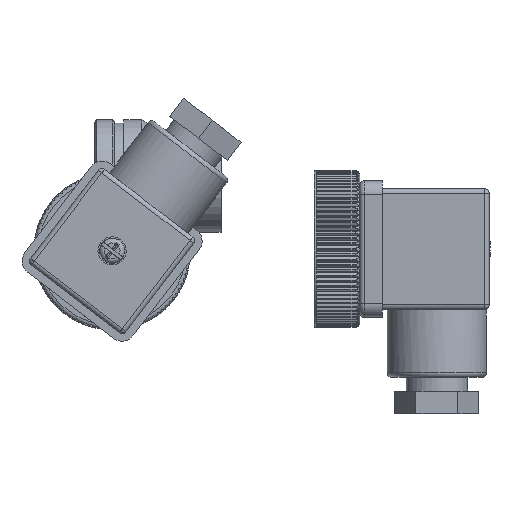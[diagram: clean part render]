
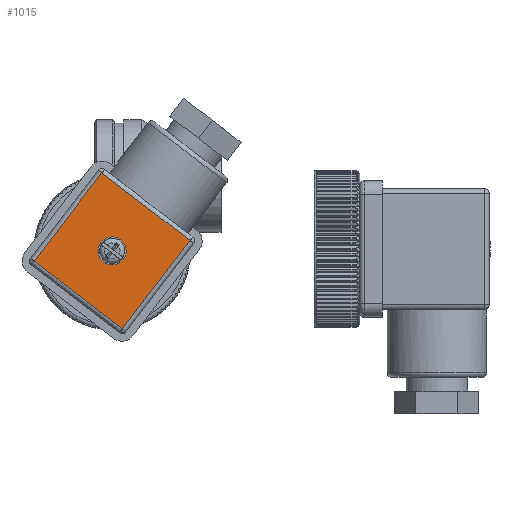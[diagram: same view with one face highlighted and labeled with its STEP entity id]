
A CAD part, top view. The second image highlights one B-rep face of the part: STEP entity #1015.
In plain terms, the highlighted face is planar.
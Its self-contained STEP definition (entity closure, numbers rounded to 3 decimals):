
#1015 = ADVANCED_FACE( '', ( #2396, #2397 ), #2398, .T. );
#2396 = FACE_BOUND( '', #4193, .T. );
#2397 = FACE_OUTER_BOUND( '', #4194, .T. );
#2398 = PLANE( '', #4195 );
#4193 = EDGE_LOOP( '', ( #7581 ) );
#4194 = EDGE_LOOP( '', ( #7582, #7583, #7584, #7585 ) );
#4195 = AXIS2_PLACEMENT_3D( '', #7586, #7587, #7588 );
#7581 = ORIENTED_EDGE( '', *, *, #11565, .T. );
#7582 = ORIENTED_EDGE( '', *, *, #11283, .T. );
#7583 = ORIENTED_EDGE( '', *, *, #11566, .T. );
#7584 = ORIENTED_EDGE( '', *, *, #11567, .T. );
#7585 = ORIENTED_EDGE( '', *, *, #11568, .T. );
#7586 = CARTESIAN_POINT( '', ( 80.3, -13.25, 13.25 ) );
#7587 = DIRECTION( '', ( 1., 0., 0. ) );
#7588 = DIRECTION( '', ( 0., -1., 0. ) );
#11283 = EDGE_CURVE( '', #13890, #13895, #13897, .T. );
#11565 = EDGE_CURVE( '', #14289, #14289, #14290, .T. );
#11566 = EDGE_CURVE( '', #13895, #14291, #14292, .T. );
#11567 = EDGE_CURVE( '', #14291, #14293, #14294, .T. );
#11568 = EDGE_CURVE( '', #14293, #13890, #14295, .T. );
#13890 = VERTEX_POINT( '', #18310 );
#13895 = VERTEX_POINT( '', #18316 );
#13897 = LINE( '', #18318, #18319 );
#14289 = VERTEX_POINT( '', #18855 );
#14290 = CIRCLE( '', #18856, 3.1 );
#14291 = VERTEX_POINT( '', #18857 );
#14292 = LINE( '', #18858, #18859 );
#14293 = VERTEX_POINT( '', #18860 );
#14294 = LINE( '', #18861, #18862 );
#14295 = LINE( '', #18863, #18864 );
#18310 = CARTESIAN_POINT( '', ( 80.3, -12.25, -12.25 ) );
#18316 = CARTESIAN_POINT( '', ( 80.3, 12.25, -12.25 ) );
#18318 = CARTESIAN_POINT( '', ( 80.3, -13.25, -12.25 ) );
#18319 = VECTOR( '', #21251, 1000. );
#18855 = CARTESIAN_POINT( '', ( 80.3, 3.1, 0. ) );
#18856 = AXIS2_PLACEMENT_3D( '', #21531, #21532, #21533 );
#18857 = CARTESIAN_POINT( '', ( 80.3, 12.25, 12.25 ) );
#18858 = CARTESIAN_POINT( '', ( 80.3, 12.25, 13.25 ) );
#18859 = VECTOR( '', #21534, 1000. );
#18860 = CARTESIAN_POINT( '', ( 80.3, -12.25, 12.25 ) );
#18861 = CARTESIAN_POINT( '', ( 80.3, -13.25, 12.25 ) );
#18862 = VECTOR( '', #21535, 1000. );
#18863 = CARTESIAN_POINT( '', ( 80.3, -12.25, 13.25 ) );
#18864 = VECTOR( '', #21536, 1000. );
#21251 = DIRECTION( '', ( 0., 1., 0. ) );
#21531 = CARTESIAN_POINT( '', ( 80.3, 0., 0. ) );
#21532 = DIRECTION( '', ( -1., 0., 0. ) );
#21533 = DIRECTION( '', ( 0., 1., 0. ) );
#21534 = DIRECTION( '', ( 0., 0., 1. ) );
#21535 = DIRECTION( '', ( 0., -1., 0. ) );
#21536 = DIRECTION( '', ( 0., 0., -1. ) );
